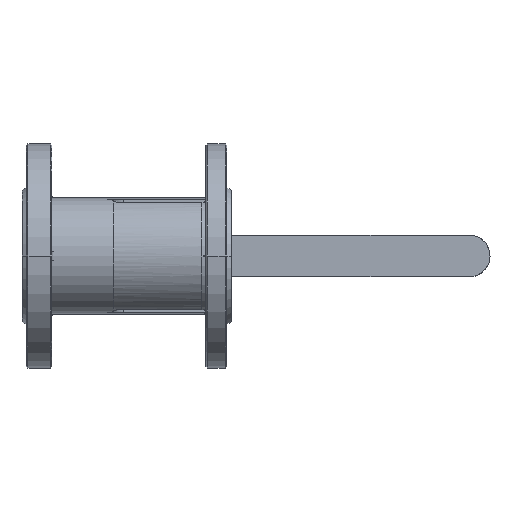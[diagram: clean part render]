
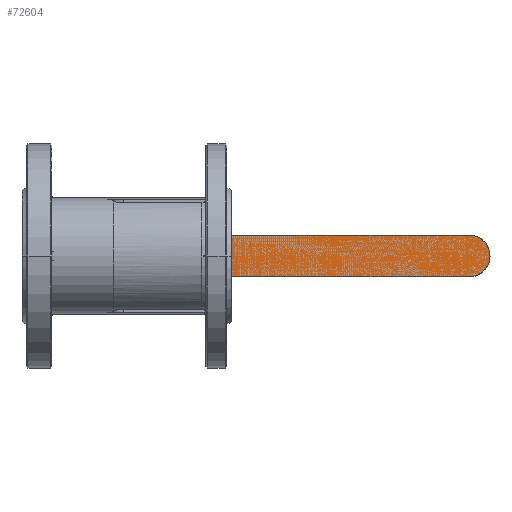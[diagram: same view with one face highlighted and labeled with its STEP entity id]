
A CAD part, front view. The second image highlights one B-rep face of the part: STEP entity #72604.
In plain terms, the highlighted planar face has unit normal (0, 1, 0).
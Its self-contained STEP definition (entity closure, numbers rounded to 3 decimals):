
#4189=LINE('',#139521,#13624);
#4190=LINE('',#139523,#13625);
#4191=LINE('',#139525,#13626);
#13624=VECTOR('',#109725,1000.);
#13625=VECTOR('',#109726,1000.);
#13626=VECTOR('',#109727,1000.);
#20314=B_SPLINE_CURVE_WITH_KNOTS('',3,(#139508,#139509,#139510,#139511,
#139512,#139513,#139514,#139515,#139516,#139517,#139518),.UNSPECIFIED.,
 .F.,.F.,(4,1,1,1,1,1,1,1,4),(0.,0.125,0.25,0.375,0.5,0.625,0.75,0.875,
1.),.UNSPECIFIED.);
#21790=PLANE('',#99197);
#28878=ORIENTED_EDGE('',*,*,#42946,.T.);
#28879=ORIENTED_EDGE('',*,*,#42947,.T.);
#28880=ORIENTED_EDGE('',*,*,#42948,.T.);
#28881=ORIENTED_EDGE('',*,*,#42949,.T.);
#42946=EDGE_CURVE('',#55952,#55953,#20314,.T.);
#42947=EDGE_CURVE('',#55953,#55954,#4189,.T.);
#42948=EDGE_CURVE('',#55954,#55955,#4190,.T.);
#42949=EDGE_CURVE('',#55955,#55952,#4191,.T.);
#55952=VERTEX_POINT('',#139519);
#55953=VERTEX_POINT('',#139520);
#55954=VERTEX_POINT('',#139522);
#55955=VERTEX_POINT('',#139524);
#66039=EDGE_LOOP('',(#28878,#28879,#28880,#28881));
#69168=FACE_BOUND('',#66039,.T.);
#72604=ADVANCED_FACE('',(#69168),#21790,.T.);
#99197=AXIS2_PLACEMENT_3D('',#139507,#109723,#109724);
#109723=DIRECTION('',(0.,1.,0.));
#109724=DIRECTION('',(1.,0.,0.));
#109725=DIRECTION('',(-1.,0.,0.));
#109726=DIRECTION('',(0.,0.,1.));
#109727=DIRECTION('',(1.,0.,0.));
#139507=CARTESIAN_POINT('',(51.28,86.25,14.56));
#139508=CARTESIAN_POINT('',(227.,86.25,14.));
#139509=CARTESIAN_POINT('',(228.828,86.25,14.003));
#139510=CARTESIAN_POINT('',(232.499,86.25,13.269));
#139511=CARTESIAN_POINT('',(237.157,86.25,10.158));
#139512=CARTESIAN_POINT('',(240.271,86.25,5.497));
#139513=CARTESIAN_POINT('',(241.364,86.25,0.));
#139514=CARTESIAN_POINT('',(240.271,86.25,-5.497));
#139515=CARTESIAN_POINT('',(237.157,86.25,-10.158));
#139516=CARTESIAN_POINT('',(232.499,86.25,-13.269));
#139517=CARTESIAN_POINT('',(228.829,86.25,-14.003));
#139518=CARTESIAN_POINT('',(227.,86.25,-14.));
#139519=CARTESIAN_POINT('',(227.,86.25,14.));
#139520=CARTESIAN_POINT('',(227.,86.25,-14.));
#139521=CARTESIAN_POINT('',(148.,86.25,-14.));
#139522=CARTESIAN_POINT('',(55.,86.25,-14.));
#139523=CARTESIAN_POINT('',(55.,86.25,0.));
#139524=CARTESIAN_POINT('',(55.,86.25,14.));
#139525=CARTESIAN_POINT('',(148.,86.25,14.));
